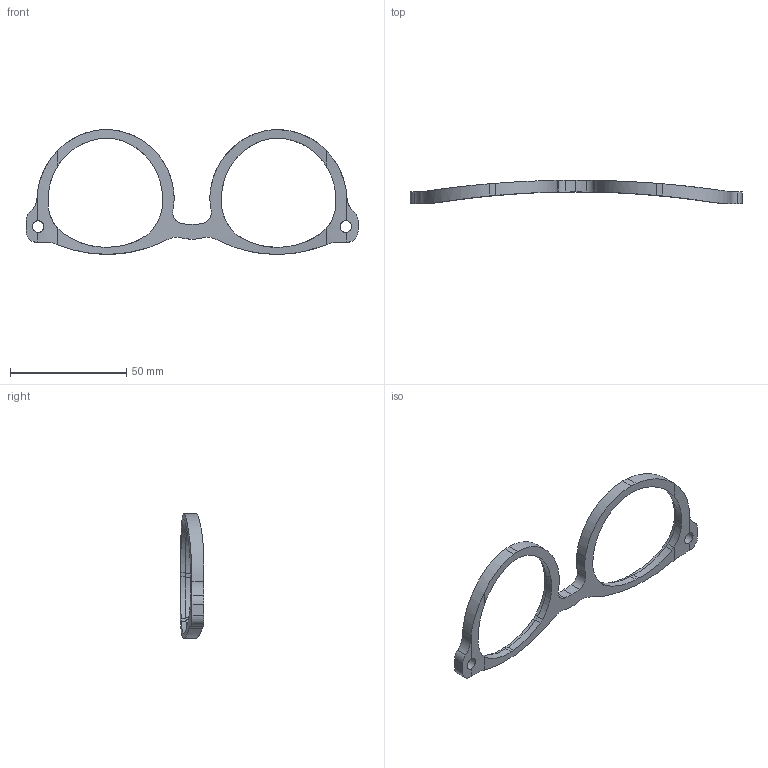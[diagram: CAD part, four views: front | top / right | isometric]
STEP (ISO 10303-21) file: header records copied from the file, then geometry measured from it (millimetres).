
FILE_DESCRIPTION(/* description */ (''),/* implementation_level */ '2;1');
FILE_NAME(/* name */ 'frontFrame.step',/* time_stamp */ '2020-11-11T13:13:02-06:00',/* author */ (''),/* organization */ (''),/* preprocessor_version */ 'ST-DEVELOPER v18.1',/* originating_system */ 'Autodesk Translation Framework v9.3.0.1241',/* authorisation */ '');
FILE_SCHEMA (('AUTOMOTIVE_DESIGN { 1 0 10303 214 3 1 1 }'));
Length unit declared in the file: millimetre
Products named in the file (1): roundShape_BigHinge_V1
Bounding box: 142.5 x 10 x 53.59 mm (x, y, z)
Volume: 8560.1 mm3; surface area: 7396.9 mm2
Topology: 1 solids, 1 shells, 98 faces, 300 edges, 200 vertices
Faces by surface type: bspline 82, cylinder 8, plane 8
Full cylindrical faces by diameter (mm): 5 x2
Entity records: 4287 total; most frequent: CARTESIAN_POINT 2165, ORIENTED_EDGE 600, EDGE_CURVE 300, VERTEX_POINT 200, DIRECTION 200, B_SPLINE_CURVE_WITH_KNOTS 164, LINE 106, VECTOR 106
